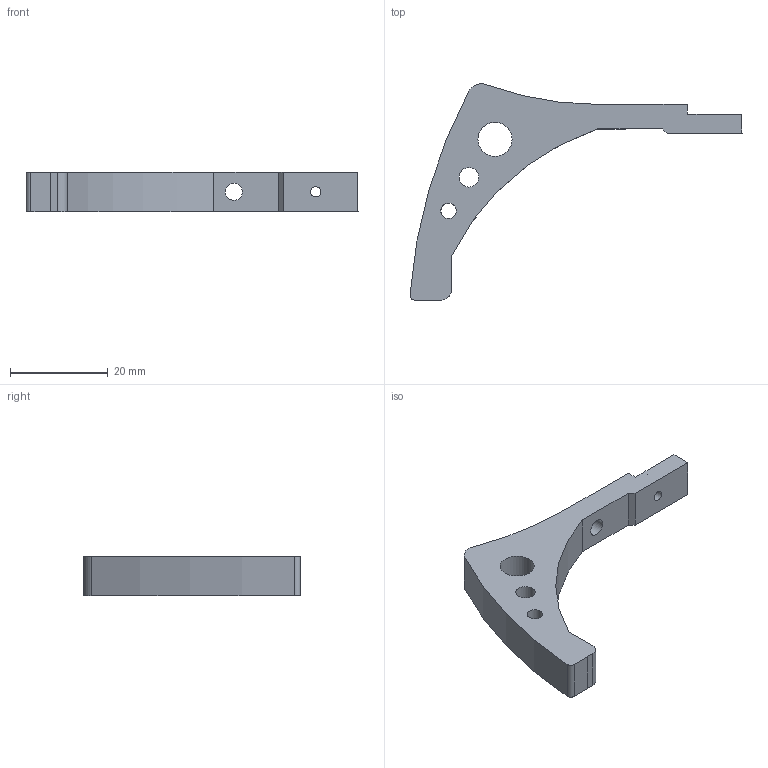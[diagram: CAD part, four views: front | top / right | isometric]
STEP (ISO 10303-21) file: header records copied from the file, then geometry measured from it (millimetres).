
FILE_DESCRIPTION(('FreeCAD Model'),'2;1');
FILE_NAME( '2xCangrejo_back_leg.step', '2014-04-23T16:08:05',('FreeCAD'),('FreeCAD'), 'Open CASCADE STEP processor 6.3','FreeCAD','Unknown');
FILE_SCHEMA(('AUTOMOTIVE_DESIGN_CC2 { 1 2 10303 214 -1 1 5 4 }'));
Length unit declared in the file: millimetre
Products named in the file (1): Cangrejo_pata_back
Bounding box: 67.99 x 44.29 x 8.08 mm (x, y, z)
Volume: 5773.6 mm3; surface area: 3510.9 mm2
Topology: 1 solids, 1 shells, 37 faces, 108 edges, 73 vertices
Faces by surface type: plane 23, cylinder 14
Full cylindrical faces by diameter (mm): 2.1 x1, 3.166 x1, 3.5 x1, 4.005 x1, 7 x1, 7.6 x1
Entity records: 3779 total; most frequent: CARTESIAN_POINT 1718, DIRECTION 352, ORIENTED_EDGE 216, PCURVE 216, DEFINITIONAL_REPRESENTATION 216, LINE 187, VECTOR 187, EDGE_CURVE 108
